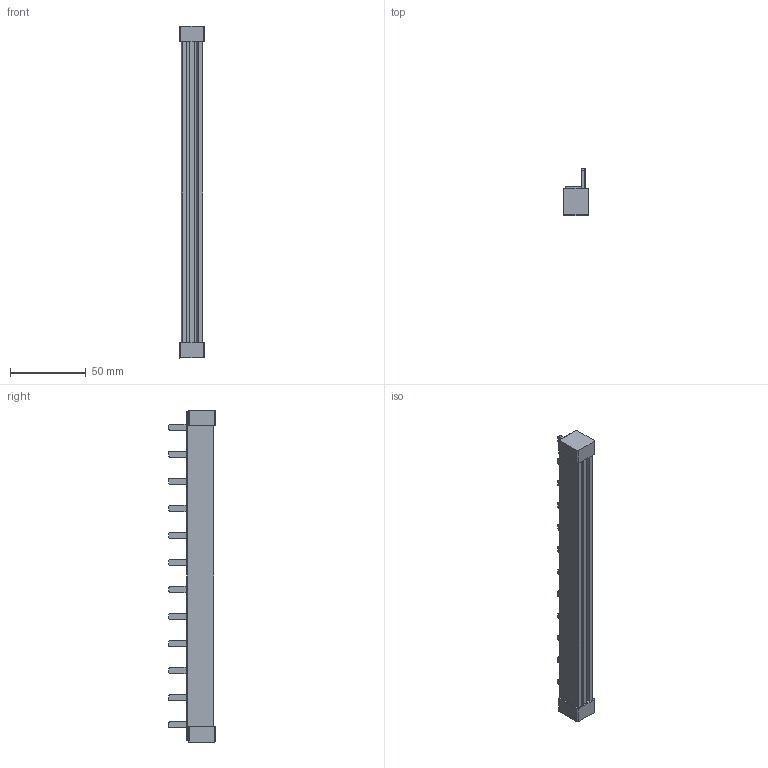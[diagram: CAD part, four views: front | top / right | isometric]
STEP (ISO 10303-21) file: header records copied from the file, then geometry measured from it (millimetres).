
FILE_DESCRIPTION (( 'STEP AP203' ), '1' );
FILE_NAME ('Trifaze Müþterek W Otomat Barasý - 4 Modül -- ONKA - 3066.STEP', '2020-08-19T10:59:13', ( '' ), ( '' ), 'SwSTEP 2.0', 'SolidWorks 2011', '' );
FILE_SCHEMA (( 'CONFIG_CONTROL_DESIGN' ));
Length unit declared in the file: millimetre
Products named in the file (1): Trifaze Müþterek W Otomat Barasý - 4 Modül -- ONKA - 3066
Bounding box: 16.4 x 30.75 x 219 mm (x, y, z)
Volume: 41653.5 mm3; surface area: 29638.6 mm2
Topology: 1 solids, 1 shells, 706 faces, 2094 edges, 1390 vertices
Faces by surface type: plane 610, cylinder 96
Entity records: 23385 total; most frequent: CARTESIAN_POINT 4191, ORIENTED_EDGE 4188, DIRECTION 3706, EDGE_CURVE 2094, LINE 1896, VECTOR 1896, VERTEX_POINT 1390, AXIS2_PLACEMENT_3D 905
